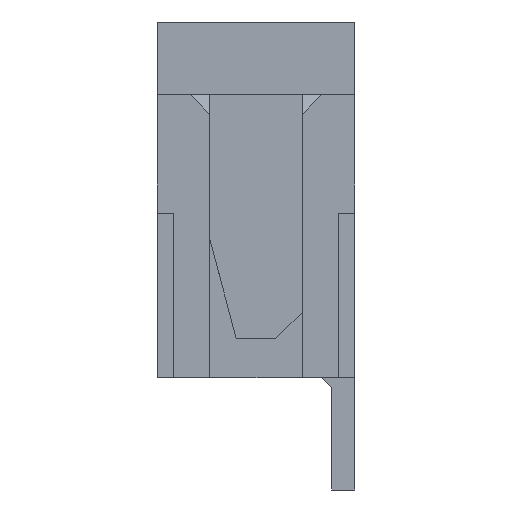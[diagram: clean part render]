
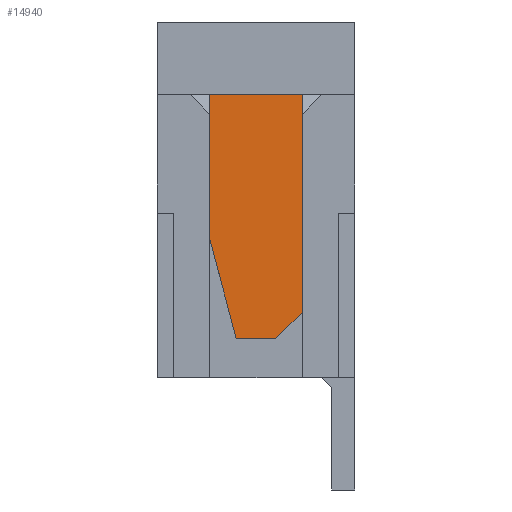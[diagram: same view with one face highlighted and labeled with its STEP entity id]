
A CAD part, left-side view. The second image highlights one B-rep face of the part: STEP entity #14940.
In plain terms, the highlighted planar face has unit normal (-1, 0, 0).
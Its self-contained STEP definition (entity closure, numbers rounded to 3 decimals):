
#4313=ORIENTED_EDGE('',*,*,#6528,.F.);
#4314=ORIENTED_EDGE('',*,*,#6529,.T.);
#4315=ORIENTED_EDGE('',*,*,#6522,.T.);
#4316=ORIENTED_EDGE('',*,*,#6491,.T.);
#4317=ORIENTED_EDGE('',*,*,#6530,.F.);
#4318=ORIENTED_EDGE('',*,*,#6531,.T.);
#6491=EDGE_CURVE('',#7860,#7861,#9933,.T.);
#6522=EDGE_CURVE('',#7882,#7860,#9964,.T.);
#6528=EDGE_CURVE('',#7887,#7888,#9970,.T.);
#6529=EDGE_CURVE('',#7887,#7882,#9971,.T.);
#6530=EDGE_CURVE('',#7889,#7861,#9972,.T.);
#6531=EDGE_CURVE('',#7889,#7888,#9973,.T.);
#7860=VERTEX_POINT('',#23428);
#7861=VERTEX_POINT('',#23429);
#7882=VERTEX_POINT('',#23491);
#7887=VERTEX_POINT('',#23503);
#7888=VERTEX_POINT('',#23504);
#7889=VERTEX_POINT('',#23507);
#9933=LINE('',#23427,#12043);
#9964=LINE('',#23490,#12074);
#9970=LINE('',#23502,#12080);
#9971=LINE('',#23505,#12081);
#9972=LINE('',#23506,#12082);
#9973=LINE('',#23508,#12083);
#12043=VECTOR('',#19215,1000.);
#12074=VECTOR('',#19266,1000.);
#12080=VECTOR('',#19274,1000.);
#12081=VECTOR('',#19275,1000.);
#12082=VECTOR('',#19276,1000.);
#12083=VECTOR('',#19277,1000.);
#12820=EDGE_LOOP('',(#4313,#4314,#4315,#4316,#4317,#4318));
#13532=FACE_BOUND('',#12820,.T.);
#14230=PLANE('',#15743);
#14940=ADVANCED_FACE('',(#13532),#14230,.F.);
#15743=AXIS2_PLACEMENT_3D('',#23501,#19272,#19273);
#19215=DIRECTION('',(0.,1.,0.));
#19266=DIRECTION('',(0.,0.,1.));
#19272=DIRECTION('',(1.,0.,0.));
#19273=DIRECTION('',(0.,0.,-1.));
#19274=DIRECTION('',(0.,1.,0.));
#19275=DIRECTION('',(0.,-0.707,0.707));
#19276=DIRECTION('',(0.,0.,1.));
#19277=DIRECTION('',(0.,-0.258,-0.966));
#23427=CARTESIAN_POINT('',(-15.75,-0.7,-0.55));
#23428=CARTESIAN_POINT('',(-15.75,-0.7,-0.55));
#23429=CARTESIAN_POINT('',(-15.75,0.7,-0.55));
#23490=CARTESIAN_POINT('',(-15.75,-0.7,-4.25));
#23491=CARTESIAN_POINT('',(-15.75,-0.7,-3.85));
#23501=CARTESIAN_POINT('',(-15.75,-0.7,-4.25));
#23502=CARTESIAN_POINT('',(-15.75,-0.7,-4.25));
#23503=CARTESIAN_POINT('',(-15.75,-0.3,-4.25));
#23504=CARTESIAN_POINT('',(-15.75,0.3,-4.25));
#23505=CARTESIAN_POINT('',(-15.75,-0.3,-4.25));
#23506=CARTESIAN_POINT('',(-15.75,0.7,-4.25));
#23507=CARTESIAN_POINT('',(-15.75,0.7,-2.75));
#23508=CARTESIAN_POINT('',(-15.75,0.3,-4.25));
